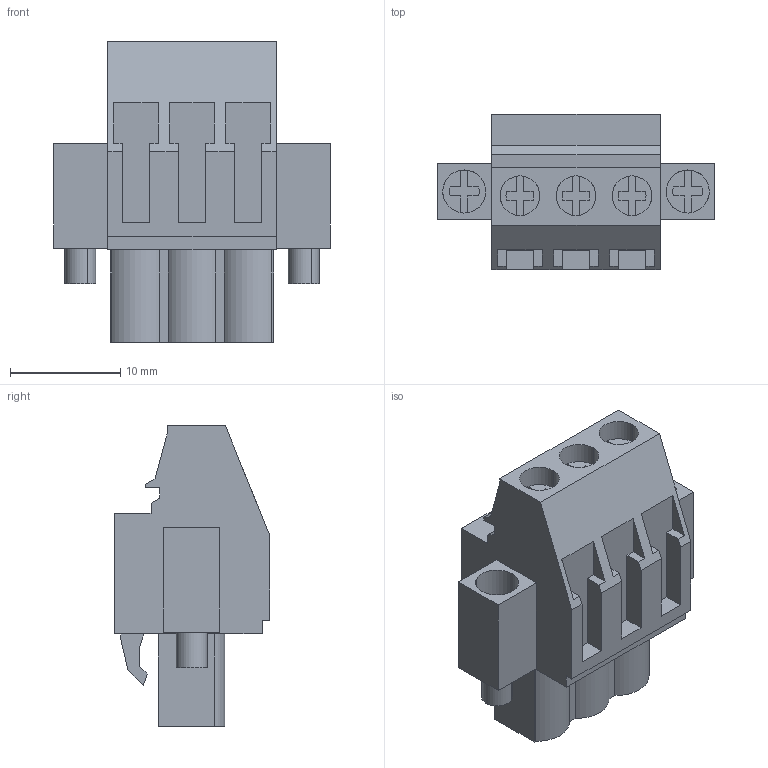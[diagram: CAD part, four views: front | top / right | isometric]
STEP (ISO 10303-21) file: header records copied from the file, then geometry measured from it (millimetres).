
FILE_DESCRIPTION(('CATIA V5 STEP','CAx-IF Rec.Pracs.--- Model Styling and Organization---1.2---2011-12-15'),'2;1');
FILE_NAME ('7246779_2_1950050000_1950050000.stp','2017-09-08T12:24:28+00:00',('none'),('Weidmueller'),'CATIA Version 5-6 Release 2014','CATIA V5 STEP AP214','none');
FILE_SCHEMA(('AUTOMOTIVE_DESIGN { 1 0 10303 214 1 1 1 1 }'));
Length unit declared in the file: millimetre
Products named in the file (1): 1950050000
Bounding box: 25.04 x 14.1 x 27.2 mm (x, y, z)
Volume: 3906.1 mm3; surface area: 3154.3 mm2
Topology: 6 solids, 6 shells, 281 faces, 748 edges, 500 vertices
Faces by surface type: plane 234, cylinder 45, extrusion 2
Entity records: 8293 total; most frequent: ORIENTED_EDGE 1496, CARTESIAN_POINT 1474, DIRECTION 1192, EDGE_CURVE 748, VECTOR 636, LINE 634, VERTEX_POINT 500, AXIS2_PLACEMENT_3D 334
